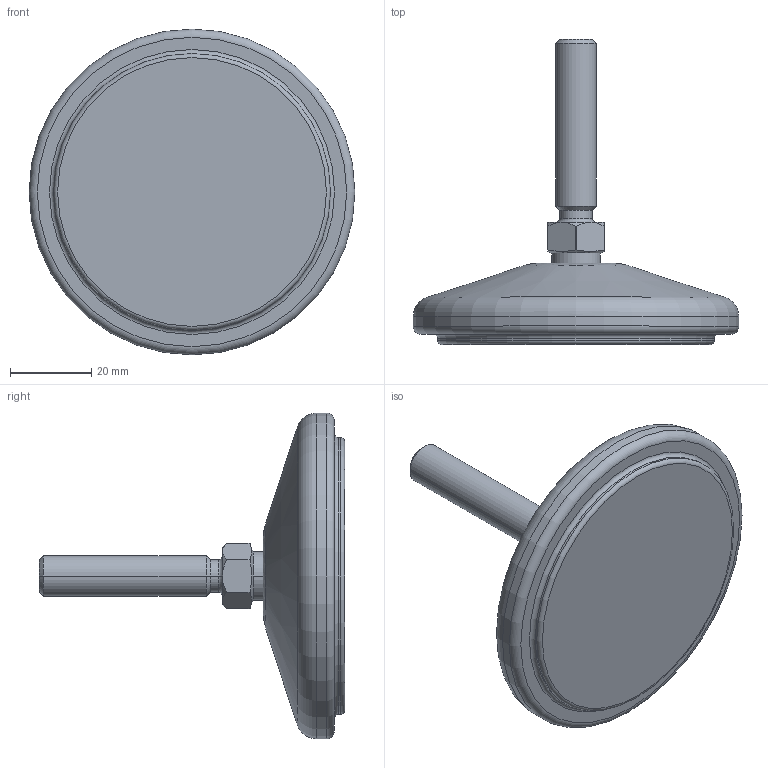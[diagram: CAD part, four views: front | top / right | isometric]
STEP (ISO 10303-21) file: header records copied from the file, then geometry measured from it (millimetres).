
FILE_DESCRIPTION((''),'2;1');
FILE_NAME('86412.stp','2021-08-11T14:49:02',('arma01'),(''),'Autodesk Inventor 2013','Autodesk Inventor 2013','');
FILE_SCHEMA(('AUTOMOTIVE_DESIGN { 1 0 10303 214 1 1 1 1 }'));
Length unit declared in the file: millimetre
Products named in the file (4): 86412; 86412- I; 86412- II; AR3359
Assembly tree (2 placements, depth 2):
  86412
    86412- I
    AR3359
  86412- II
Bounding box: 80 x 75 x 80 mm (x, y, z)
Volume: 75792.8 mm3; surface area: 14958.1 mm2
Topology: 2 solids, 2 shells, 48 faces, 115 edges, 71 vertices
Faces by surface type: cylinder 14, cone 13, plane 11, torus 6, sphere 3, bspline 1
Full cylindrical faces by diameter (mm): 68 x1, 80 x1
Entity records: 1536 total; most frequent: CARTESIAN_POINT 381, DIRECTION 234, ORIENTED_EDGE 198, AXIS2_PLACEMENT_3D 102, EDGE_CURVE 99, VERTEX_POINT 66, EDGE_LOOP 59, CIRCLE 49
